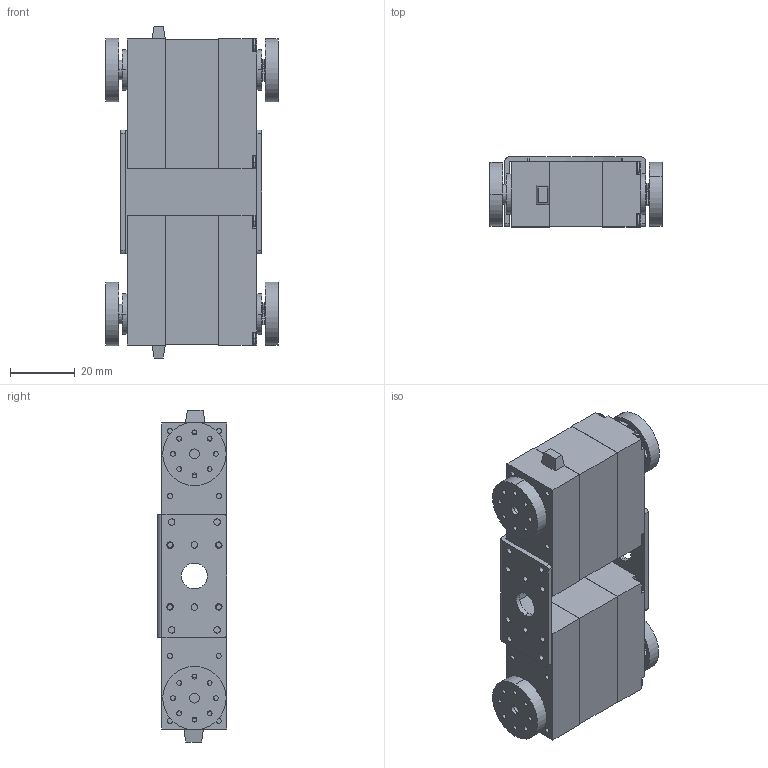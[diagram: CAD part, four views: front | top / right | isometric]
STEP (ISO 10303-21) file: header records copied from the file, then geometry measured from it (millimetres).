
FILE_DESCRIPTION (( 'STEP AP214' ), '1' );
FILE_NAME ('苤u蟀諉2嗆儂.STEP', '2023-05-31T08:22:45', ( '' ), ( '' ), 'SwSTEP 2.0', 'SolidWorks 2020', '' );
FILE_SCHEMA (( 'AUTOMOTIVE_DESIGN' ));
Length unit declared in the file: millimetre
Products named in the file (5): 邧粣嗆儂; 呿蹋植嗆攫; 苤U蟀諉璃; 呿蹋翋嗆攫; 苤u蟀諉2嗆儂
Assembly tree (7 placements, depth 2):
  苤u蟀諉2嗆儂
    苤U蟀諉璃
    邧粣嗆儂  x2
    呿蹋翋嗆攫  x2
    呿蹋植嗆攫  x2
Bounding box: 53 x 21.5 x 102.2 mm (x, y, z)
Volume: 71977.6 mm3; surface area: 26998.4 mm2
Topology: 7 solids, 7 shells, 1091 faces, 2941 edges, 1954 vertices
Faces by surface type: cylinder 719, plane 316, cone 32, torus 16, bspline 8
Entity records: 19178 total; most frequent: DIRECTION 3527, CARTESIAN_POINT 3433, ORIENTED_EDGE 3142, EDGE_CURVE 1571, AXIS2_PLACEMENT_3D 1442, VERTEX_POINT 1044, CIRCLE 856, EDGE_LOOP 705
